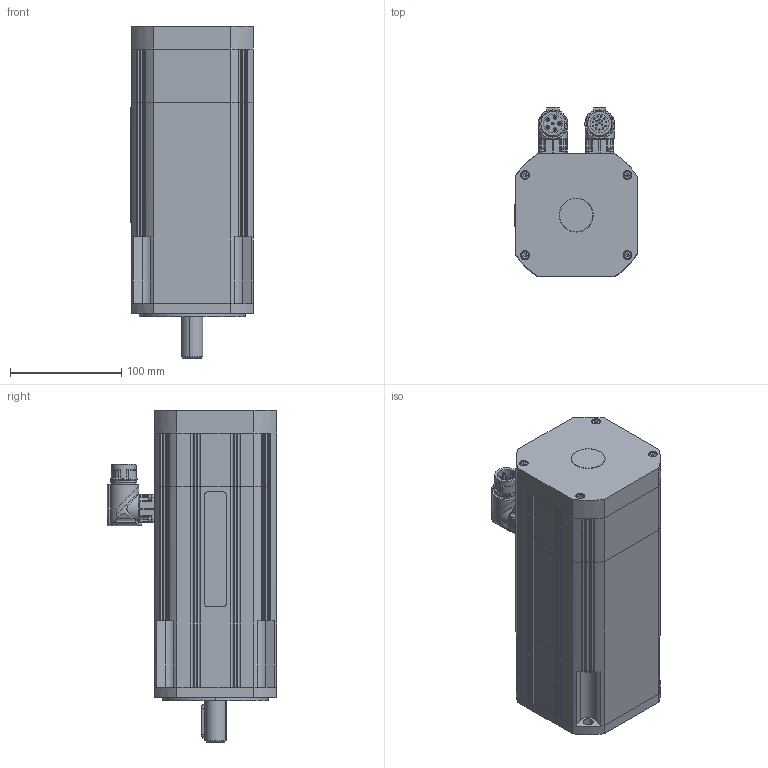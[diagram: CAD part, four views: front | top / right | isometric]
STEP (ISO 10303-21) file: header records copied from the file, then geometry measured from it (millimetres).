
FILE_DESCRIPTION((''),'2;1');
FILE_NAME('FP-1111 + Encoder Quantum QR145-07 + Fre Keb 07-18.stp','2012-02-06T11:24:25',('jlopez'),(''),'Autodesk Inventor 9','Autodesk Inventor 9','');
FILE_SCHEMA(('AUTOMOTIVE_DESIGN { 1 0 10303 214 1 1 1 1 }'));
Length unit declared in the file: millimetre
Products named in the file (1): Pieza1
Bounding box: 110.5 x 152.15 x 298.4 mm (x, y, z)
Volume: 2948316 mm3; surface area: 171954.4 mm2
Topology: 22 solids, 22 shells, 1423 faces, 3664 edges, 2203 vertices
Faces by surface type: cylinder 644, plane 457, cone 140, bspline 86, torus 50, sphere 46
Entity records: 43984 total; most frequent: CARTESIAN_POINT 9454, DIRECTION 7661, ORIENTED_EDGE 7080, EDGE_CURVE 3540, AXIS2_PLACEMENT_3D 3020, VERTEX_POINT 2203, VECTOR 1621, LINE 1621
